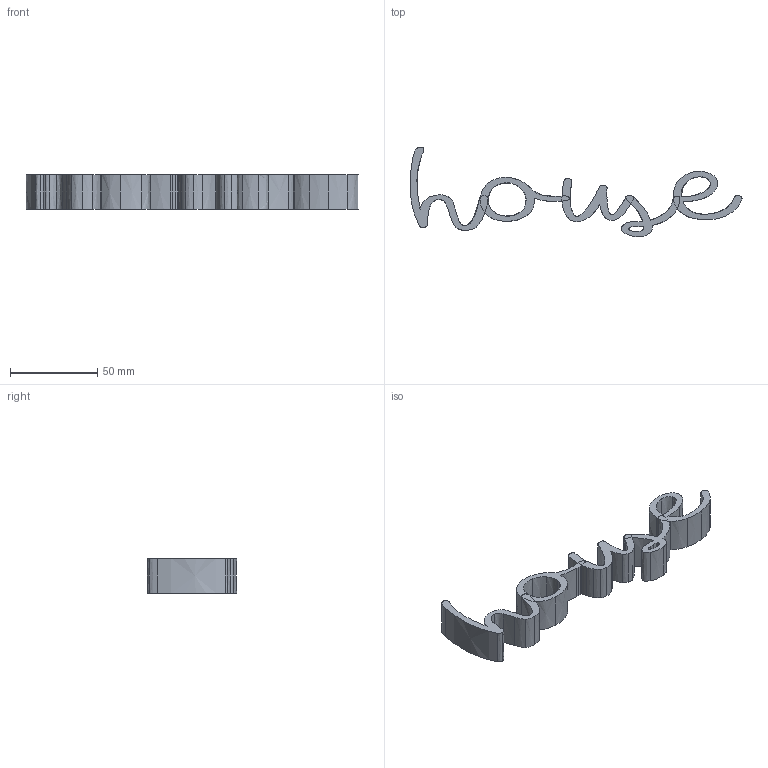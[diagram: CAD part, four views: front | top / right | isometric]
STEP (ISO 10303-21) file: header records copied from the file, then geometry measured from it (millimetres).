
FILE_DESCRIPTION(('FreeCAD Model'),'2;1');
FILE_NAME('house.step','2016-08-16T00:46:50',( 'Author'),(''),'Open CASCADE STEP processor 6.8','FreeCAD','Unknown' );
FILE_SCHEMA(('AUTOMOTIVE_DESIGN_CC2 { 1 2 10303 214 -1 1 5 4 }'));
Length unit declared in the file: millimetre
Products named in the file (2): ASSEMBLY; house
Assembly tree (1 placements, depth 2):
  ASSEMBLY
    house
Bounding box: 190.63 x 51.32 x 20 mm (x, y, z)
Volume: 34462.1 mm3; surface area: 20695.7 mm2
Topology: 1 solids, 1 shells, 160 faces, 468 edges, 310 vertices
Faces by surface type: extrusion 138, plane 22
Entity records: 18909 total; most frequent: CARTESIAN_POINT 10954, ORIENTED_EDGE 936, PCURVE 936, DEFINITIONAL_REPRESENTATION 936, B_SPLINE_CURVE_WITH_KNOTS 882, DIRECTION 846, VECTOR 798, LINE 660
